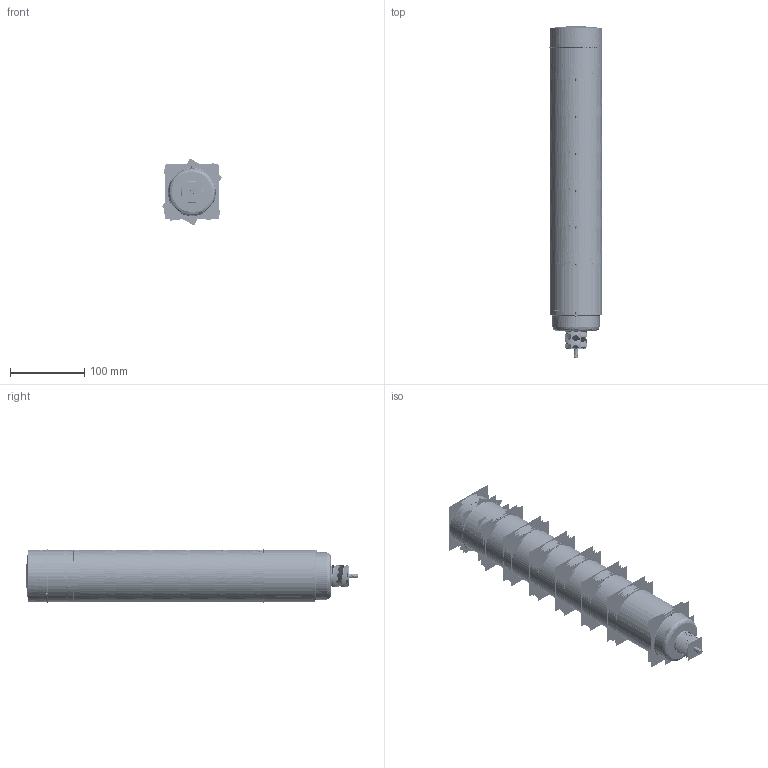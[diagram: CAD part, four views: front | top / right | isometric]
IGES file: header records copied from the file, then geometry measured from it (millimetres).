
Start section:  PTC IGES file: 191434.igs
Global section: file name: 191434.igs; native system: Creo Parametric by Parametric Technology Corporation; preprocessor: 2013230; author: pdmadmin; organization: Unknown; date: 20160225.125831; units: millimetre
Bounding box: 81.18 x 447.81 x 90.7 mm (x, y, z)
Volume: 404885.2 mm3; surface area: 2298550.7 mm2
Topology: 17 solids, 23 shells, 9410 faces, 46423 edges, 57950 vertices
Faces by surface type: revolution 4720, bspline 4646, extrusion 44
